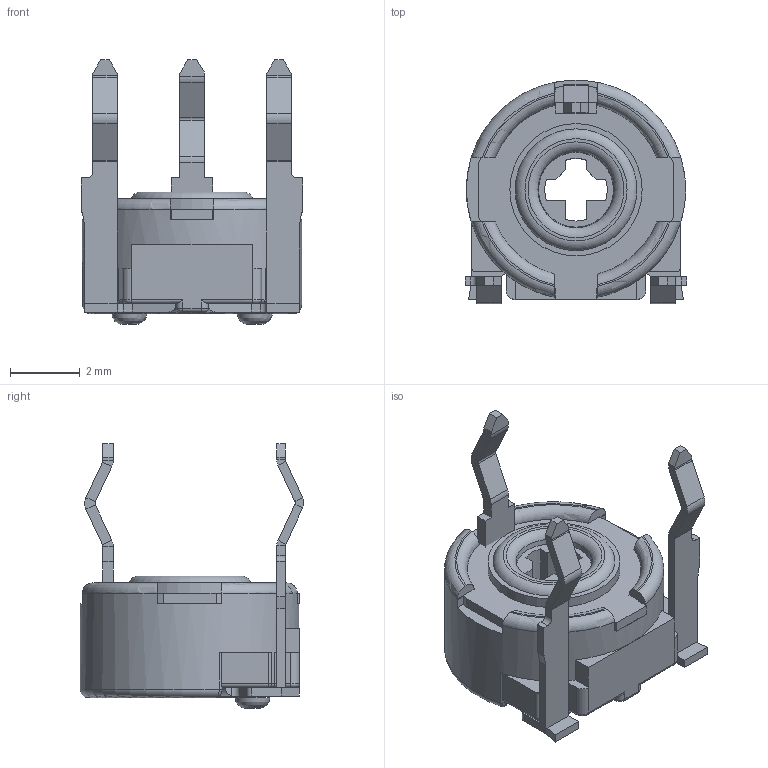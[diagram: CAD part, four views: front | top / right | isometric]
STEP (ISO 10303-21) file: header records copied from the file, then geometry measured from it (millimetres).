
FILE_DESCRIPTION(/* description */ (''),/* implementation_level */ '2;1');
FILE_NAME(/* name */ 'pot PT6KVM.step',/* time_stamp */ '2021-05-08T12:54:21+02:00',/* author */ (''),/* organization */ (''),/* preprocessor_version */ 'ST-DEVELOPER v18.1',/* originating_system */ 'Autodesk Translation Framework v10.6.0.1341',/* authorisation */ '');
FILE_SCHEMA (('AUTOMOTIVE_DESIGN { 1 0 10303 214 3 1 1 }'));
Length unit declared in the file: millimetre
Products named in the file (6): pot PT6KVM; PT6KH-HOT RUNNER-CARCASA_Predeterminada; PT6KH-HOT RUNNER-COLECTOR_Predeterminada; PT6KH-HOT RUNNER-PORTACURSOR_Predeterminada; PT6KH-HOT RUNNER-TERMINAL IZQUIERDO_Predeterminada; PT6KH-HOT RUNNER-TERMINAL DERECHO_Predeterminada
Assembly tree (5 placements, depth 2):
  pot PT6KVM
    PT6KH-HOT RUNNER-CARCASA_Predeterminada
    PT6KH-HOT RUNNER-COLECTOR_Predeterminada
    PT6KH-HOT RUNNER-PORTACURSOR_Predeterminada
    PT6KH-HOT RUNNER-TERMINAL IZQUIERDO_Predeterminada
    PT6KH-HOT RUNNER-TERMINAL DERECHO_Predeterminada
Bounding box: 6.35 x 6.42 x 7.6 mm (x, y, z)
Volume: 63.9 mm3; surface area: 365.9 mm2
Topology: 8 solids, 8 shells, 464 faces, 1161 edges, 732 vertices
Faces by surface type: plane 300, cylinder 97, bspline 42, torus 20, cone 3, sphere 2
Full cylindrical faces by diameter (mm): 0.6 x2, 0.7 x2, 1 x2, 1.2 x1, 2.45 x1, 2.5 x1, 2.9 x1, 3 x1, 3.6 x1, 3.8 x1, 5.5 x1, 6.3 x1
Entity records: 16046 total; most frequent: CARTESIAN_POINT 4918, ORIENTED_EDGE 2318, DIRECTION 2168, EDGE_CURVE 1159, LINE 792, VECTOR 792, VERTEX_POINT 732, AXIS2_PLACEMENT_3D 688
